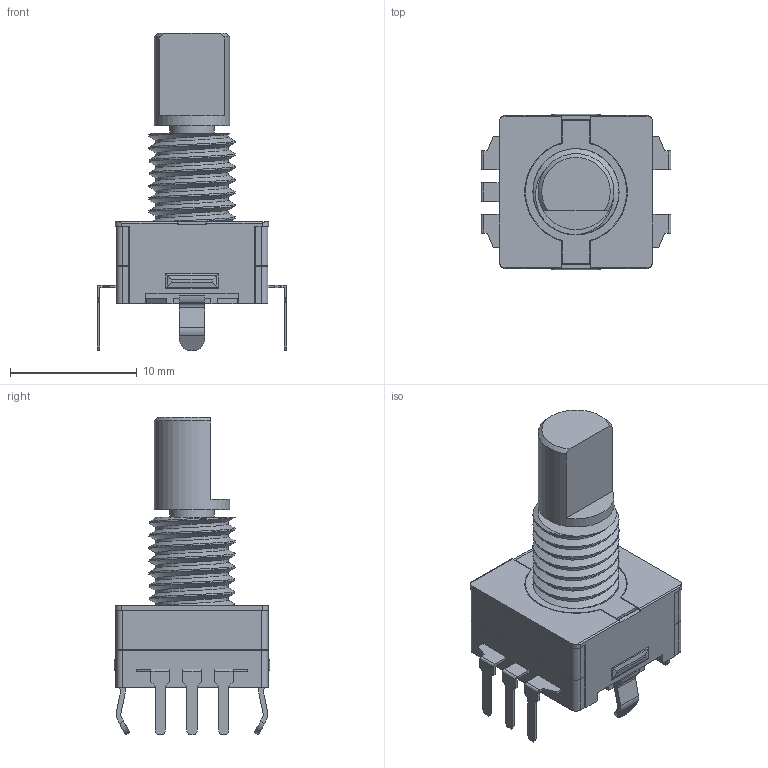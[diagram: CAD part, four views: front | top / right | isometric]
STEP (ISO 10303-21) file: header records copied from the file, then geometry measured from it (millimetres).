
FILE_DESCRIPTION(/* description */ ('KiCad electronic assembly'),/* implementation_level */ '2;1');
FILE_NAME(/* name */ 'b7554e0e-5a40-4e5f-b8d8-afc8ccaa6206.stp',/* time_stamp */ '2025-12-27T15:59:25Z',/* author */ (''),/* organization */ (''),/* preprocessor_version */ 'ST-DEVELOPER v20.1',/* originating_system */ 'Autodesk Translation Framework v14.24.0.0',/* authorisation */ '');
FILE_SCHEMA (('AUTOMOTIVE_DESIGN { 1 0 10303 214 3 1 1 }'));
Length unit declared in the file: millimetre
Products named in the file (2): HackPad 1; EC11
Assembly tree (1 placements, depth 2):
  HackPad 1
    EC11
Bounding box: 15 x 12.3 x 25.1 mm (x, y, z)
Volume: 1321 mm3; surface area: 1502.2 mm2
Topology: 6 solids, 6 shells, 310 faces, 864 edges, 563 vertices
Faces by surface type: plane 230, cylinder 69, bspline 10, cone 1
Full cylindrical faces by diameter (mm): 3.5 x1, 5.717 x7, 6 x1, 6.8 x6
Entity records: 11369 total; most frequent: CARTESIAN_POINT 3169, ORIENTED_EDGE 1728, DIRECTION 1518, EDGE_CURVE 864, LINE 716, VECTOR 716, VERTEX_POINT 563, AXIS2_PLACEMENT_3D 401
